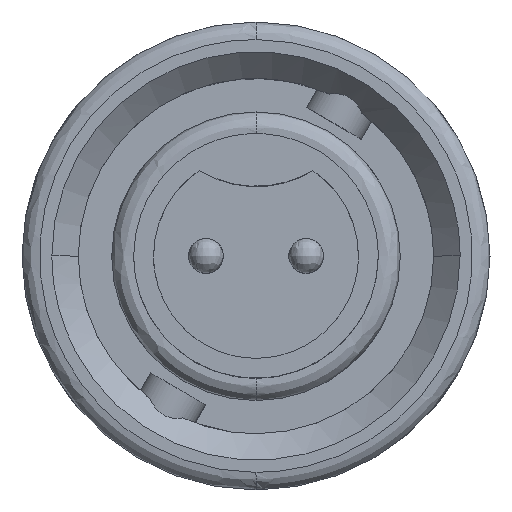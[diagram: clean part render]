
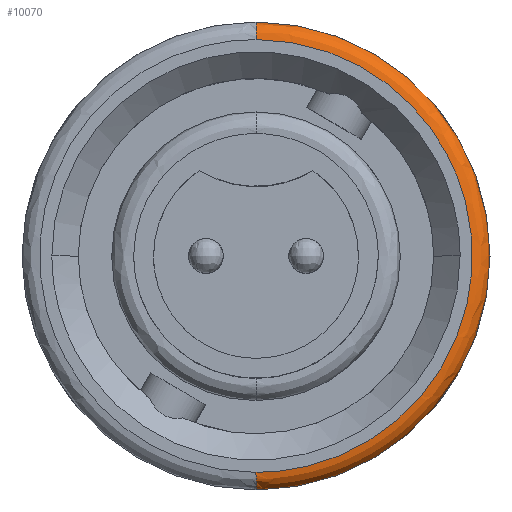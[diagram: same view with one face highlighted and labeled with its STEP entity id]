
A CAD part, top view. The second image highlights one B-rep face of the part: STEP entity #10070.
In plain terms, the highlighted free-form (B-spline) face has degree [3, 3] with [4, 4] control points.
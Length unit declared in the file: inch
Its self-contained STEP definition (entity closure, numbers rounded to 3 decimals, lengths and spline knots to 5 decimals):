
#564 =( BOUNDED_CURVE ( )  B_SPLINE_CURVE ( 3, ( #4405, #4404, #4403, #4402 ),
 .UNSPECIFIED., .F., .T. ) 
 B_SPLINE_CURVE_WITH_KNOTS ( ( 4, 4 ),
 ( 0., 1. ),
 .UNSPECIFIED. ) 
 CURVE ( )  GEOMETRIC_REPRESENTATION_ITEM ( )  RATIONAL_B_SPLINE_CURVE ( ( 1., 0.741, 0.741, 1. ) ) 
 REPRESENTATION_ITEM ( '' )  );
#587 =( BOUNDED_CURVE ( )  B_SPLINE_CURVE ( 3, ( #8881, #8880, #8879, #8878 ),
 .UNSPECIFIED., .F., .F. ) 
 B_SPLINE_CURVE_WITH_KNOTS ( ( 4, 4 ),
 ( 0., 1. ),
 .UNSPECIFIED. ) 
 CURVE ( )  GEOMETRIC_REPRESENTATION_ITEM ( )  RATIONAL_B_SPLINE_CURVE ( ( 1., 0.861, 0.861, 1. ) ) 
 REPRESENTATION_ITEM ( '' )  );
#2627 = CIRCLE ( 'NONE', #4947, 0.02 ) ;
#2646 = CIRCLE ( 'NONE', #5172, 0.26597 ) ;
#3488 = DIRECTION ( 'NONE',  ( 0., 1., 0. ) ) ;
#3489 = DIRECTION ( 'NONE',  ( -1., 0., 0. ) ) ;
#3493 = CARTESIAN_POINT ( 'NONE',  ( 0., 0.24597, -0.124 ) ) ;
#4402 = CARTESIAN_POINT ( 'NONE',  ( 0., -0.24597, -0.104 ) ) ;
#4403 = CARTESIAN_POINT ( 'NONE',  ( 0.17519, -0.24597, -0.104 ) ) ;
#4404 = CARTESIAN_POINT ( 'NONE',  ( 0.28227, -0.10732, -0.104 ) ) ;
#4405 = CARTESIAN_POINT ( 'NONE',  ( 0.23799, 0.06218, -0.104 ) ) ;
#4785 =( BOUNDED_SURFACE ( )  B_SPLINE_SURFACE ( 3, 3, ( 
 ( #8477, #8476, #8475, #8474 ),
 ( #8473, #8472, #8471, #8470 ),
 ( #8469, #8468, #8467, #8466 ),
 ( #8465, #8464, #8463, #8462 ) ),
 .UNSPECIFIED., .F., .F., .F. ) 
 B_SPLINE_SURFACE_WITH_KNOTS ( ( 4, 4 ),
 ( 4, 4 ),
 ( 0., 1. ),
 ( 0., 1. ),
 .UNSPECIFIED. ) 
 GEOMETRIC_REPRESENTATION_ITEM ( )  RATIONAL_B_SPLINE_SURFACE ( (
 ( 1., 0.333, 0.333, 1.),
 ( 0.805, 0.268, 0.268, 0.805),
 ( 0.805, 0.268, 0.268, 0.805),
 ( 1., 0.333, 0.333, 1.) ) ) 
 REPRESENTATION_ITEM ( '' )  SURFACE ( )  );
#4940 = FACE_OUTER_BOUND ( 'NONE', #12427, .T. ) ;
#4947 = AXIS2_PLACEMENT_3D ( 'NONE', #10485, #10484, #10483 ) ;
#5039 = AXIS2_PLACEMENT_3D ( 'NONE', #3493, #3489, #3488 ) ;
#5172 = AXIS2_PLACEMENT_3D ( 'NONE', #10451, #10450, #10449 ) ;
#7372 = CIRCLE ( 'NONE', #5039, 0.02 ) ;
#8008 = CARTESIAN_POINT ( 'NONE',  ( 0., 0.26597, -0.124 ) ) ;
#8027 = CARTESIAN_POINT ( 'NONE',  ( 0., 0.24597, -0.104 ) ) ;
#8098 = CARTESIAN_POINT ( 'NONE',  ( 0., -0.26597, -0.124 ) ) ;
#8117 = CARTESIAN_POINT ( 'NONE',  ( 0., -0.24597, -0.104 ) ) ;
#8379 = CARTESIAN_POINT ( 'NONE',  ( 0.23799, 0.06218, -0.104 ) ) ;
#8462 = CARTESIAN_POINT ( 'NONE',  ( 0., 0.26597, -0.124 ) ) ;
#8463 = CARTESIAN_POINT ( 'NONE',  ( 0.53195, 0.26597, -0.124 ) ) ;
#8464 = CARTESIAN_POINT ( 'NONE',  ( 0.53195, -0.26597, -0.124 ) ) ;
#8465 = CARTESIAN_POINT ( 'NONE',  ( 0., -0.26597, -0.124 ) ) ;
#8466 = CARTESIAN_POINT ( 'NONE',  ( 0., 0.26597, -0.11228 ) ) ;
#8467 = CARTESIAN_POINT ( 'NONE',  ( 0.53195, 0.26597, -0.11228 ) ) ;
#8468 = CARTESIAN_POINT ( 'NONE',  ( 0.53195, -0.26597, -0.11228 ) ) ;
#8469 = CARTESIAN_POINT ( 'NONE',  ( 0., -0.26597, -0.11228 ) ) ;
#8470 = CARTESIAN_POINT ( 'NONE',  ( 0., 0.25769, -0.104 ) ) ;
#8471 = CARTESIAN_POINT ( 'NONE',  ( 0.51538, 0.25769, -0.104 ) ) ;
#8472 = CARTESIAN_POINT ( 'NONE',  ( 0.51538, -0.25769, -0.104 ) ) ;
#8473 = CARTESIAN_POINT ( 'NONE',  ( 0., -0.25769, -0.104 ) ) ;
#8474 = CARTESIAN_POINT ( 'NONE',  ( 0., 0.24597, -0.104 ) ) ;
#8475 = CARTESIAN_POINT ( 'NONE',  ( 0.49195, 0.24597, -0.104 ) ) ;
#8476 = CARTESIAN_POINT ( 'NONE',  ( 0.49195, -0.24597, -0.104 ) ) ;
#8477 = CARTESIAN_POINT ( 'NONE',  ( 0., -0.24597, -0.104 ) ) ;
#8878 = CARTESIAN_POINT ( 'NONE',  ( 0.23799, 0.06218, -0.104 ) ) ;
#8879 = CARTESIAN_POINT ( 'NONE',  ( 0.20856, 0.17482, -0.104 ) ) ;
#8880 = CARTESIAN_POINT ( 'NONE',  ( 0.11642, 0.24597, -0.104 ) ) ;
#8881 = CARTESIAN_POINT ( 'NONE',  ( 0., 0.24597, -0.104 ) ) ;
#9847 = EDGE_CURVE ( 'NONE', #11969, #11981, #7372, .T. ) ;
#9970 = EDGE_CURVE ( 'NONE', #11969, #10140, #587, .T. ) ;
#10020 = EDGE_CURVE ( 'NONE', #10140, #11912, #564, .T. ) ;
#10036 = EDGE_CURVE ( 'NONE', #11912, #11925, #2627, .T. ) ;
#10043 = EDGE_CURVE ( 'NONE', #11925, #11981, #2646, .T. ) ;
#10070 = ADVANCED_FACE ( 'NONE', ( #4940 ), #4785, .T. ) ;
#10140 = VERTEX_POINT ( 'NONE', #8379 ) ;
#10449 = DIRECTION ( 'NONE',  ( 0., -1., 0. ) ) ;
#10450 = DIRECTION ( 'NONE',  ( 0., 0., 1. ) ) ;
#10451 = CARTESIAN_POINT ( 'NONE',  ( 0., 0., -0.124 ) ) ;
#10483 = DIRECTION ( 'NONE',  ( 0., -1., 0. ) ) ;
#10484 = DIRECTION ( 'NONE',  ( 1., 0., 0. ) ) ;
#10485 = CARTESIAN_POINT ( 'NONE',  ( 0., -0.24597, -0.124 ) ) ;
#11888 = ORIENTED_EDGE ( 'NONE', *, *, #9847, .F. ) ;
#11892 = ORIENTED_EDGE ( 'NONE', *, *, #10043, .T. ) ;
#11912 = VERTEX_POINT ( 'NONE', #8117 ) ;
#11925 = VERTEX_POINT ( 'NONE', #8098 ) ;
#11969 = VERTEX_POINT ( 'NONE', #8027 ) ;
#11981 = VERTEX_POINT ( 'NONE', #8008 ) ;
#12381 = ORIENTED_EDGE ( 'NONE', *, *, #10036, .T. ) ;
#12386 = ORIENTED_EDGE ( 'NONE', *, *, #9970, .T. ) ;
#12421 = ORIENTED_EDGE ( 'NONE', *, *, #10020, .T. ) ;
#12427 = EDGE_LOOP ( 'NONE', ( #11888, #12386, #12421, #12381, #11892 ) ) ;
